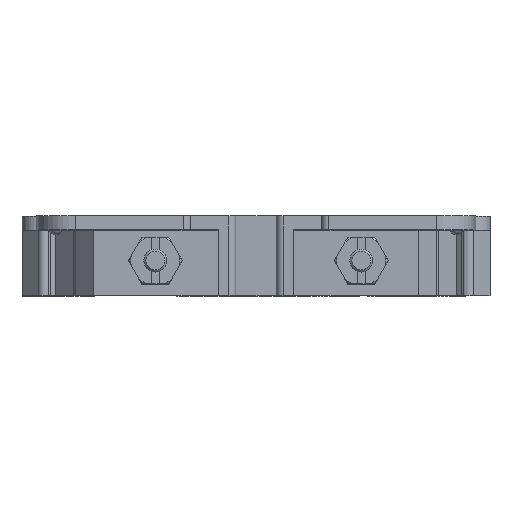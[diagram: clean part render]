
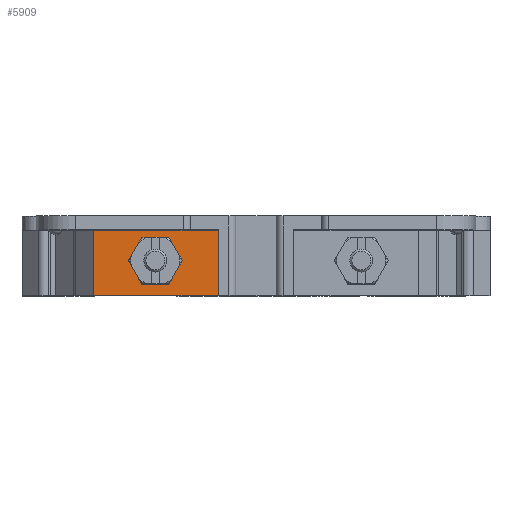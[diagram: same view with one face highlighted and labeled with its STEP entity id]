
A CAD part, top view. The second image highlights one B-rep face of the part: STEP entity #5909.
In plain terms, the highlighted planar face has unit normal (0, 0, 1).
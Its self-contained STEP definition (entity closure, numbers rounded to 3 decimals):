
#100=ELLIPSE('',#6250,2.837,2.837);
#101=ELLIPSE('',#6251,2.837,2.837);
#102=ELLIPSE('',#6252,2.837,2.837);
#103=ELLIPSE('',#6253,2.837,2.837);
#104=ELLIPSE('',#6254,2.837,2.837);
#105=ELLIPSE('',#6255,2.837,2.837);
#1220=ORIENTED_EDGE('',*,*,#2031,.T.);
#1221=ORIENTED_EDGE('',*,*,#1896,.F.);
#1222=ORIENTED_EDGE('',*,*,#2030,.F.);
#1223=ORIENTED_EDGE('',*,*,#2033,.F.);
#1224=ORIENTED_EDGE('',*,*,#2035,.F.);
#1225=ORIENTED_EDGE('',*,*,#2036,.T.);
#1226=ORIENTED_EDGE('',*,*,#2037,.F.);
#1227=ORIENTED_EDGE('',*,*,#2038,.T.);
#1228=ORIENTED_EDGE('',*,*,#2039,.F.);
#1229=ORIENTED_EDGE('',*,*,#2040,.T.);
#1230=ORIENTED_EDGE('',*,*,#2041,.F.);
#1231=ORIENTED_EDGE('',*,*,#2042,.T.);
#1232=ORIENTED_EDGE('',*,*,#2043,.F.);
#1233=ORIENTED_EDGE('',*,*,#2044,.T.);
#1234=ORIENTED_EDGE('',*,*,#2045,.F.);
#1235=ORIENTED_EDGE('',*,*,#2046,.T.);
#1896=EDGE_CURVE('',#2448,#2447,#2886,.T.);
#2030=EDGE_CURVE('',#2515,#2448,#2990,.T.);
#2031=EDGE_CURVE('',#2516,#2447,#2991,.T.);
#2033=EDGE_CURVE('',#2516,#2515,#2992,.T.);
#2035=EDGE_CURVE('',#2517,#2518,#2994,.T.);
#2036=EDGE_CURVE('',#2517,#2519,#100,.F.);
#2037=EDGE_CURVE('',#2520,#2519,#2995,.T.);
#2038=EDGE_CURVE('',#2520,#2521,#101,.F.);
#2039=EDGE_CURVE('',#2522,#2521,#2996,.T.);
#2040=EDGE_CURVE('',#2522,#2523,#102,.F.);
#2041=EDGE_CURVE('',#2524,#2523,#2997,.T.);
#2042=EDGE_CURVE('',#2524,#2525,#103,.F.);
#2043=EDGE_CURVE('',#2526,#2525,#2998,.T.);
#2044=EDGE_CURVE('',#2526,#2527,#104,.F.);
#2045=EDGE_CURVE('',#2528,#2527,#2999,.T.);
#2046=EDGE_CURVE('',#2528,#2518,#105,.F.);
#2447=VERTEX_POINT('',#8204);
#2448=VERTEX_POINT('',#8206);
#2515=VERTEX_POINT('',#8474);
#2516=VERTEX_POINT('',#8478);
#2517=VERTEX_POINT('',#8486);
#2518=VERTEX_POINT('',#8487);
#2519=VERTEX_POINT('',#8489);
#2520=VERTEX_POINT('',#8491);
#2521=VERTEX_POINT('',#8493);
#2522=VERTEX_POINT('',#8495);
#2523=VERTEX_POINT('',#8497);
#2524=VERTEX_POINT('',#8499);
#2525=VERTEX_POINT('',#8501);
#2526=VERTEX_POINT('',#8503);
#2527=VERTEX_POINT('',#8505);
#2528=VERTEX_POINT('',#8507);
#2886=LINE('',#8207,#3327);
#2990=LINE('',#8475,#3431);
#2991=LINE('',#8477,#3432);
#2992=LINE('',#8481,#3433);
#2994=LINE('',#8485,#3435);
#2995=LINE('',#8490,#3436);
#2996=LINE('',#8494,#3437);
#2997=LINE('',#8498,#3438);
#2998=LINE('',#8502,#3439);
#2999=LINE('',#8506,#3440);
#3327=VECTOR('',#6936,1000.);
#3431=VECTOR('',#7234,1000.);
#3432=VECTOR('',#7237,1000.);
#3433=VECTOR('',#7242,1000.);
#3435=VECTOR('',#7248,1000.);
#3436=VECTOR('',#7251,1000.);
#3437=VECTOR('',#7254,1000.);
#3438=VECTOR('',#7257,1000.);
#3439=VECTOR('',#7260,1000.);
#3440=VECTOR('',#7263,1000.);
#3680=EDGE_LOOP('',(#1220,#1221,#1222,#1223));
#3681=EDGE_LOOP('',(#1224,#1225,#1226,#1227,#1228,#1229,#1230,#1231,#1232,
#1233,#1234,#1235));
#3925=FACE_BOUND('',#3680,.T.);
#3926=FACE_BOUND('',#3681,.T.);
#4113=PLANE('',#6249);
#5909=ADVANCED_FACE('',(#3925,#3926),#4113,.F.);
#6249=AXIS2_PLACEMENT_3D('',#8484,#7246,#7247);
#6250=AXIS2_PLACEMENT_3D('',#8488,#7249,#7250);
#6251=AXIS2_PLACEMENT_3D('',#8492,#7252,#7253);
#6252=AXIS2_PLACEMENT_3D('',#8496,#7255,#7256);
#6253=AXIS2_PLACEMENT_3D('',#8500,#7258,#7259);
#6254=AXIS2_PLACEMENT_3D('',#8504,#7261,#7262);
#6255=AXIS2_PLACEMENT_3D('',#8508,#7264,#7265);
#6936=DIRECTION('',(0.,1.,0.));
#7234=DIRECTION('',(-1.,0.,0.));
#7237=DIRECTION('',(-1.,0.,0.));
#7242=DIRECTION('',(0.,-1.,0.));
#7246=DIRECTION('',(0.,0.,-1.));
#7247=DIRECTION('',(-1.,0.,0.));
#7248=DIRECTION('',(-0.5,-0.866,0.));
#7249=DIRECTION('',(0.,0.,1.));
#7250=DIRECTION('',(-1.,0.,0.));
#7251=DIRECTION('',(-1.,0.,0.));
#7252=DIRECTION('',(0.,0.,1.));
#7253=DIRECTION('',(-1.,0.,0.));
#7254=DIRECTION('',(-0.5,0.866,0.));
#7255=DIRECTION('',(0.,0.,1.));
#7256=DIRECTION('',(-1.,0.,0.));
#7257=DIRECTION('',(0.5,0.866,0.));
#7258=DIRECTION('',(0.,0.,1.));
#7259=DIRECTION('',(-1.,0.,0.));
#7260=DIRECTION('',(1.,0.,0.));
#7261=DIRECTION('',(0.,0.,1.));
#7262=DIRECTION('',(-1.,0.,0.));
#7263=DIRECTION('',(0.5,-0.866,0.));
#7264=DIRECTION('',(0.,0.,1.));
#7265=DIRECTION('',(-1.,0.,0.));
#8204=CARTESIAN_POINT('',(-17.001,-1.5,4.474));
#8206=CARTESIAN_POINT('',(-17.001,-8.5,4.474));
#8207=CARTESIAN_POINT('',(-17.001,-8.5,4.474));
#8474=CARTESIAN_POINT('',(-3.139,-8.5,4.474));
#8475=CARTESIAN_POINT('',(-15.641,-8.5,4.474));
#8477=CARTESIAN_POINT('',(-15.539,-1.5,4.474));
#8478=CARTESIAN_POINT('',(-3.139,-1.5,4.474));
#8481=CARTESIAN_POINT('',(-3.139,0.,4.474));
#8484=CARTESIAN_POINT('',(-15.641,-8.5,4.474));
#8485=CARTESIAN_POINT('',(-11.835,-2.25,4.474));
#8486=CARTESIAN_POINT('',(-11.885,-2.338,4.474));
#8487=CARTESIAN_POINT('',(-13.227,-4.662,4.474));
#8488=CARTESIAN_POINT('',(-10.391,-4.75,4.474));
#8489=CARTESIAN_POINT('',(-11.733,-2.25,4.474));
#8490=CARTESIAN_POINT('',(-8.948,-2.25,4.474));
#8491=CARTESIAN_POINT('',(-9.049,-2.25,4.474));
#8492=CARTESIAN_POINT('',(-10.391,-4.75,4.474));
#8493=CARTESIAN_POINT('',(-8.897,-2.338,4.474));
#8494=CARTESIAN_POINT('',(-7.505,-4.75,4.474));
#8495=CARTESIAN_POINT('',(-7.555,-4.662,4.474));
#8496=CARTESIAN_POINT('',(-10.391,-4.75,4.474));
#8497=CARTESIAN_POINT('',(-7.555,-4.838,4.474));
#8498=CARTESIAN_POINT('',(-8.948,-7.25,4.474));
#8499=CARTESIAN_POINT('',(-8.897,-7.162,4.474));
#8500=CARTESIAN_POINT('',(-10.391,-4.75,4.474));
#8501=CARTESIAN_POINT('',(-9.049,-7.25,4.474));
#8502=CARTESIAN_POINT('',(-11.835,-7.25,4.474));
#8503=CARTESIAN_POINT('',(-11.733,-7.25,4.474));
#8504=CARTESIAN_POINT('',(-10.391,-4.75,4.474));
#8505=CARTESIAN_POINT('',(-11.885,-7.162,4.474));
#8506=CARTESIAN_POINT('',(-13.278,-4.75,4.474));
#8507=CARTESIAN_POINT('',(-13.227,-4.838,4.474));
#8508=CARTESIAN_POINT('',(-10.391,-4.75,4.474));
